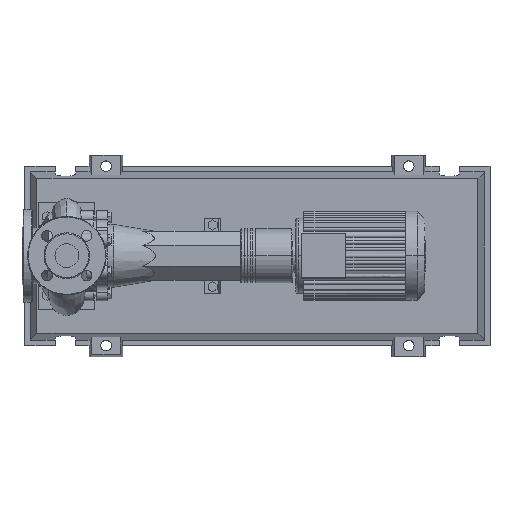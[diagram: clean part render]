
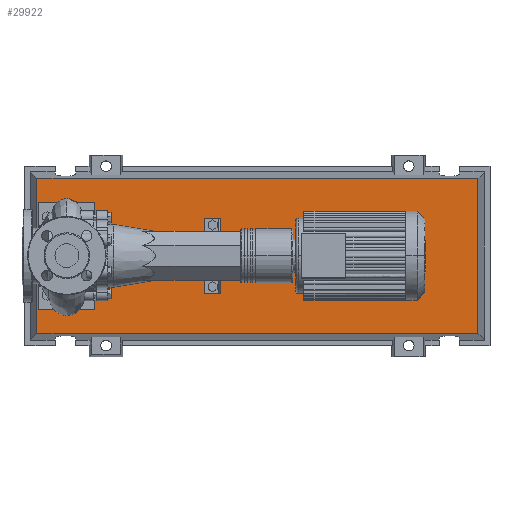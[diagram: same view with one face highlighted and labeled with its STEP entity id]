
A CAD part, top view. The second image highlights one B-rep face of the part: STEP entity #29922.
In plain terms, the highlighted planar face has unit normal (0, 0, 1).
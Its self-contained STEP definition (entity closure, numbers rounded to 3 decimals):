
#29603=CARTESIAN_POINT('',(733.292,-138.292,83.0));
#29604=VERTEX_POINT('',#29603);
#29611=CARTESIAN_POINT('',(-53.292,-138.292,83.0));
#29612=VERTEX_POINT('',#29611);
#29613=CARTESIAN_POINT('',(733.292,-138.292,83.0));
#29614=DIRECTION('',(-1.0,0.0,0.0));
#29615=VECTOR('',#29614,786.584);
#29616=LINE('',#29613,#29615);
#29617=EDGE_CURVE('',#29604,#29612,#29616,.T.);
#29835=CARTESIAN_POINT('',(733.292,138.292,83.0));
#29836=VERTEX_POINT('',#29835);
#29837=CARTESIAN_POINT('',(733.292,138.292,83.0));
#29838=DIRECTION('',(0.0,-1.0,0.0));
#29839=VECTOR('',#29838,276.584);
#29840=LINE('',#29837,#29839);
#29841=EDGE_CURVE('',#29836,#29604,#29840,.T.);
#29859=CARTESIAN_POINT('',(-53.292,138.292,83.0));
#29860=VERTEX_POINT('',#29859);
#29861=CARTESIAN_POINT('',(-53.292,-138.292,83.0));
#29862=DIRECTION('',(0.0,1.0,0.0));
#29863=VECTOR('',#29862,276.584);
#29864=LINE('',#29861,#29863);
#29865=EDGE_CURVE('',#29612,#29860,#29864,.T.);
#29898=CARTESIAN_POINT('',(-53.292,138.292,83.0));
#29899=DIRECTION('',(1.0,0.0,0.0));
#29900=VECTOR('',#29899,786.584);
#29901=LINE('',#29898,#29900);
#29902=EDGE_CURVE('',#29860,#29836,#29901,.T.);
#29911=CARTESIAN_POINT('',(340.,0.,83.0));
#29912=DIRECTION('',(0.0,0.0,1.0));
#29913=DIRECTION('',(1.0,0.0,0.0));
#29914=AXIS2_PLACEMENT_3D('',#29911,#29912,#29913);
#29915=PLANE('',#29914);
#29916=ORIENTED_EDGE('',*,*,#29841,.F.);
#29917=ORIENTED_EDGE('',*,*,#29902,.F.);
#29918=ORIENTED_EDGE('',*,*,#29865,.F.);
#29919=ORIENTED_EDGE('',*,*,#29617,.F.);
#29920=EDGE_LOOP('',(#29916,#29917,#29918,#29919));
#29921=FACE_OUTER_BOUND('',#29920,.T.);
#29922=ADVANCED_FACE('',(#29921),#29915,.T.);
